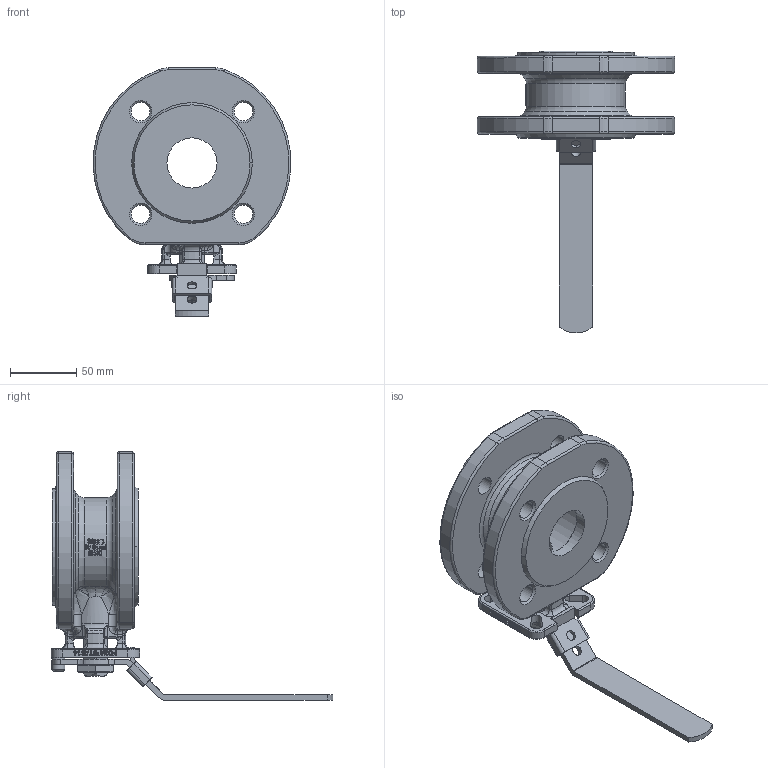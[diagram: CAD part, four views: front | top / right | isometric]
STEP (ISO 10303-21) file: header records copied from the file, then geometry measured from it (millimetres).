
FILE_DESCRIPTION((''),'2;1');
FILE_NAME('2052AD-DN40-ASS_ASM','2015-08-14T',('Administrator'),(''),'PRO/ENGINEER BY PARAMETRIC TECHNOLOGY CORPORATION, 2011080','PRO/ENGINEER BY PARAMETRIC TECHNOLOGY CORPORATION, 2011080','');
FILE_SCHEMA(('CONFIG_CONTROL_DESIGN'));
Length unit declared in the file: millimetre
Products named in the file (7): 2052AD040-M001-01; 2052AD040-M02-01; 2019SD-STOPPIN-025; 2052AD-STEM-040; 2019SD-040-HANDLE; 026-G014; 2052AD-DN40-ASS_ASM
Assembly tree (6 placements, depth 2):
  2052AD-DN40-ASS_ASM
    2052AD040-M001-01
    2052AD040-M02-01
    2019SD-STOPPIN-025
    2052AD-STEM-040
    2019SD-040-HANDLE
    026-G014
Bounding box: 149.75 x 213.5 x 188 mm (x, y, z)
Volume: 541080.8 mm3; surface area: 134184.9 mm2
Topology: 7 solids, 7 shells, 943 faces, 2403 edges, 1518 vertices
Faces by surface type: plane 330, extrusion 201, cylinder 198, torus 90, bspline 68, cone 56
Entity records: 32635 total; most frequent: CARTESIAN_POINT 10585, ORIENTED_EDGE 4806, DIRECTION 4011, EDGE_CURVE 2403, VERTEX_POINT 1518, AXIS2_PLACEMENT_3D 1339, VECTOR 1333, LINE 1132
